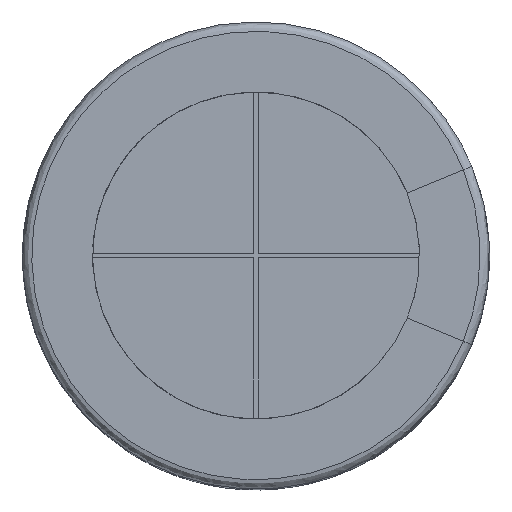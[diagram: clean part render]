
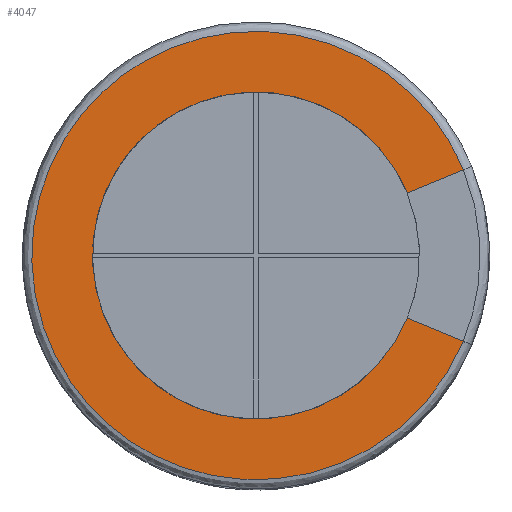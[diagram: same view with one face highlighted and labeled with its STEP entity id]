
A CAD part, top view. The second image highlights one B-rep face of the part: STEP entity #4047.
In plain terms, the highlighted free-form (B-spline) face has degree [1, 1] with [2, 2] control points.
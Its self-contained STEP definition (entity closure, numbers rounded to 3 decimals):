
#4047 = ADVANCED_FACE('',(#4048),#4066,.F.);
#4048 = FACE_BOUND('',#4049,.F.);
#4049 = EDGE_LOOP('',(#4050,#4081,#4095,#4119));
#4050 = ORIENTED_EDGE('',*,*,#4051,.T.);
#4051 = EDGE_CURVE('',#4052,#4054,#4056,.T.);
#4052 = VERTEX_POINT('',#4053);
#4053 = CARTESIAN_POINT('',(6.935,-1.837,12.5));
#4054 = VERTEX_POINT('',#4055);
#4055 = CARTESIAN_POINT('',(6.935,1.837,12.5));
#4056 = SURFACE_CURVE('',#4057,(#4065),.PCURVE_S1.);
#4057 = ( BOUNDED_CURVE() B_SPLINE_CURVE(2,(#4058,#4059,#4060,#4061,
#4062,#4063,#4064),.UNSPECIFIED.,.F.,.F.) B_SPLINE_CURVE_WITH_KNOTS((3,2
    ,2,3),(0.,1.833,3.665,5.498),
.PIECEWISE_BEZIER_KNOTS.) CURVE() GEOMETRIC_REPRESENTATION_ITEM() 
RATIONAL_B_SPLINE_CURVE((1.,0.609,1.,0.609,1.,
0.609,1.)) REPRESENTATION_ITEM('') );
#4058 = CARTESIAN_POINT('',(6.935,-1.837,12.5));
#4059 = CARTESIAN_POINT('',(4.541,-7.616,12.5));
#4060 = CARTESIAN_POINT('',(-0.422,-3.808,12.5));
#4061 = CARTESIAN_POINT('',(-5.385,0.,12.5));
#4062 = CARTESIAN_POINT('',(-0.422,3.808,12.5));
#4063 = CARTESIAN_POINT('',(4.541,7.616,12.5));
#4064 = CARTESIAN_POINT('',(6.935,1.837,12.5));
#4065 = PCURVE('',#4066,#4071);
#4066 = B_SPLINE_SURFACE_WITH_KNOTS('',1,1,(
    (#4067,#4068)
    ,(#4069,#4070
    )),.UNSPECIFIED.,.F.,.F.,.F.,(2,2),(2,2),(-4.8,4.8),(-4.8,4.8),
  .PIECEWISE_BEZIER_KNOTS.);
#4067 = CARTESIAN_POINT('',(-0.098,6.272,12.5));
#4068 = CARTESIAN_POINT('',(-3.772,-2.598,12.5));
#4069 = CARTESIAN_POINT('',(8.772,2.598,12.5));
#4070 = CARTESIAN_POINT('',(5.098,-6.272,12.5));
#4071 = DEFINITIONAL_REPRESENTATION('',(#4072),#4080);
#4072 = ( BOUNDED_CURVE() B_SPLINE_CURVE(2,(#4073,#4074,#4075,#4076,
#4077,#4078,#4079),.UNSPECIFIED.,.F.,.F.) B_SPLINE_CURVE_WITH_KNOTS((3,2
    ,2,3),(0.,1.833,3.665,5.498),
.PIECEWISE_BEZIER_KNOTS.) CURVE() GEOMETRIC_REPRESENTATION_ITEM() 
RATIONAL_B_SPLINE_CURVE((1.,0.609,1.,0.609,1.,
0.609,1.)) REPRESENTATION_ITEM('') );
#4073 = CARTESIAN_POINT('',(4.8,0.));
#4074 = CARTESIAN_POINT('',(4.8,6.255));
#4075 = CARTESIAN_POINT('',(-1.242,4.636));
#4076 = CARTESIAN_POINT('',(-7.285,3.017));
#4077 = CARTESIAN_POINT('',(-4.157,-2.4));
#4078 = CARTESIAN_POINT('',(-1.029,-7.817));
#4079 = CARTESIAN_POINT('',(3.394,-3.394));
#4080 = ( GEOMETRIC_REPRESENTATION_CONTEXT(2) 
PARAMETRIC_REPRESENTATION_CONTEXT() REPRESENTATION_CONTEXT('2D SPACE',''
  ) );
#4081 = ORIENTED_EDGE('',*,*,#4082,.T.);
#4082 = EDGE_CURVE('',#4054,#4083,#4085,.T.);
#4083 = VERTEX_POINT('',#4084);
#4084 = CARTESIAN_POINT('',(5.734,1.339,12.5));
#4085 = SURFACE_CURVE('',#4086,(#4089),.PCURVE_S1.);
#4086 = B_SPLINE_CURVE_WITH_KNOTS('',1,(#4087,#4088),.UNSPECIFIED.,.F.,
  .F.,(2,2),(0.,1.3),.PIECEWISE_BEZIER_KNOTS.);
#4087 = CARTESIAN_POINT('',(6.935,1.837,12.5));
#4088 = CARTESIAN_POINT('',(5.734,1.339,12.5));
#4089 = PCURVE('',#4066,#4090);
#4090 = DEFINITIONAL_REPRESENTATION('',(#4091),#4094);
#4091 = B_SPLINE_CURVE_WITH_KNOTS('',1,(#4092,#4093),.UNSPECIFIED.,.F.,
  .F.,(2,2),(0.,1.3),.PIECEWISE_BEZIER_KNOTS.);
#4092 = CARTESIAN_POINT('',(3.394,-3.394));
#4093 = CARTESIAN_POINT('',(2.475,-2.475));
#4094 = ( GEOMETRIC_REPRESENTATION_CONTEXT(2) 
PARAMETRIC_REPRESENTATION_CONTEXT() REPRESENTATION_CONTEXT('2D SPACE',''
  ) );
#4095 = ORIENTED_EDGE('',*,*,#4096,.F.);
#4096 = EDGE_CURVE('',#4097,#4083,#4099,.T.);
#4097 = VERTEX_POINT('',#4098);
#4098 = CARTESIAN_POINT('',(5.734,-1.339,12.5));
#4099 = SURFACE_CURVE('',#4100,(#4108),.PCURVE_S1.);
#4100 = ( BOUNDED_CURVE() B_SPLINE_CURVE(2,(#4101,#4102,#4103,#4104,
#4105,#4106,#4107),.UNSPECIFIED.,.F.,.F.) B_SPLINE_CURVE_WITH_KNOTS((3,2
    ,2,3),(0.,1.833,3.665,5.498),
.PIECEWISE_BEZIER_KNOTS.) CURVE() GEOMETRIC_REPRESENTATION_ITEM() 
RATIONAL_B_SPLINE_CURVE((1.,0.609,1.,0.609,1.,
0.609,1.)) REPRESENTATION_ITEM('') );
#4101 = CARTESIAN_POINT('',(5.734,-1.339,12.5));
#4102 = CARTESIAN_POINT('',(3.988,-5.553,12.5));
#4103 = CARTESIAN_POINT('',(0.369,-2.777,12.5));
#4104 = CARTESIAN_POINT('',(-3.249,0.,12.5));
#4105 = CARTESIAN_POINT('',(0.369,2.777,12.5));
#4106 = CARTESIAN_POINT('',(3.988,5.553,12.5));
#4107 = CARTESIAN_POINT('',(5.734,1.339,12.5));
#4108 = PCURVE('',#4066,#4109);
#4109 = DEFINITIONAL_REPRESENTATION('',(#4110),#4118);
#4110 = ( BOUNDED_CURVE() B_SPLINE_CURVE(2,(#4111,#4112,#4113,#4114,
#4115,#4116,#4117),.UNSPECIFIED.,.F.,.F.) B_SPLINE_CURVE_WITH_KNOTS((3,2
    ,2,3),(0.,1.833,3.665,5.498),
.PIECEWISE_BEZIER_KNOTS.) CURVE() GEOMETRIC_REPRESENTATION_ITEM() 
RATIONAL_B_SPLINE_CURVE((1.,0.609,1.,0.609,1.,
0.609,1.)) REPRESENTATION_ITEM('') );
#4111 = CARTESIAN_POINT('',(3.5,0.));
#4112 = CARTESIAN_POINT('',(3.5,4.561));
#4113 = CARTESIAN_POINT('',(-0.906,3.381));
#4114 = CARTESIAN_POINT('',(-5.312,2.2));
#4115 = CARTESIAN_POINT('',(-3.031,-1.75));
#4116 = CARTESIAN_POINT('',(-0.75,-5.7));
#4117 = CARTESIAN_POINT('',(2.475,-2.475));
#4118 = ( GEOMETRIC_REPRESENTATION_CONTEXT(2) 
PARAMETRIC_REPRESENTATION_CONTEXT() REPRESENTATION_CONTEXT('2D SPACE',''
  ) );
#4119 = ORIENTED_EDGE('',*,*,#4120,.F.);
#4120 = EDGE_CURVE('',#4052,#4097,#4121,.T.);
#4121 = SURFACE_CURVE('',#4122,(#4125),.PCURVE_S1.);
#4122 = B_SPLINE_CURVE_WITH_KNOTS('',1,(#4123,#4124),.UNSPECIFIED.,.F.,
  .F.,(2,2),(0.,1.3),.PIECEWISE_BEZIER_KNOTS.);
#4123 = CARTESIAN_POINT('',(6.935,-1.837,12.5));
#4124 = CARTESIAN_POINT('',(5.734,-1.339,12.5));
#4125 = PCURVE('',#4066,#4126);
#4126 = DEFINITIONAL_REPRESENTATION('',(#4127),#4130);
#4127 = B_SPLINE_CURVE_WITH_KNOTS('',1,(#4128,#4129),.UNSPECIFIED.,.F.,
  .F.,(2,2),(0.,1.3),.PIECEWISE_BEZIER_KNOTS.);
#4128 = CARTESIAN_POINT('',(4.8,0.));
#4129 = CARTESIAN_POINT('',(3.5,0.));
#4130 = ( GEOMETRIC_REPRESENTATION_CONTEXT(2) 
PARAMETRIC_REPRESENTATION_CONTEXT() REPRESENTATION_CONTEXT('2D SPACE',''
  ) );
